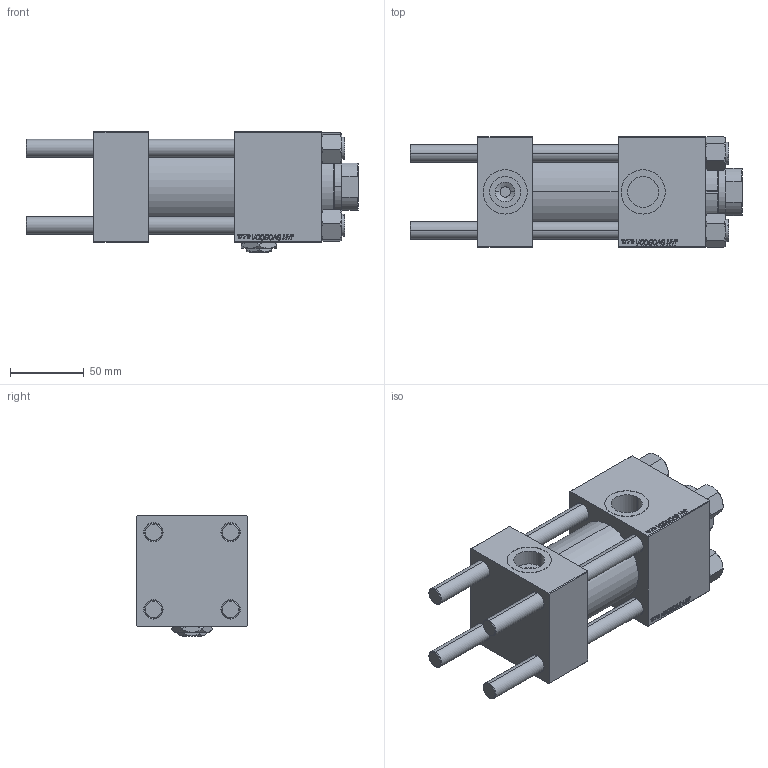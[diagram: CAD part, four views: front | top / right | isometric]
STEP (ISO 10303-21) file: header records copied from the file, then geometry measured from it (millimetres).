
FILE_DESCRIPTION (( 'STEP AP203' ), '1' );
FILE_NAME ('a51c.STEP', '2022-04-16T03:59:51', ( '' ), ( '' ), 'SwSTEP 2.0', 'SolidWorks 2019', '' );
FILE_SCHEMA (( 'CONFIG_CONTROL_DESIGN' ));
Length unit declared in the file: millimetre
Products named in the file (7): V215CR_VCP 55d2b8ef1db03550b6efa91b8c21ea0a; CR025_012_A_0_G_A_G_M_020_+#_##_TYCINKA 55d2b8ef1db03550b6efa91b8c21ea0a; Zatka_pro_OIL_PORT 55d2b8ef1db03550b6efa91b8c21ea0a; V215_VC_A 55d2b8ef1db03550b6efa91b8c21ea0a; NUT_M5 55d2b8ef1db03550b6efa91b8c21ea0a; a51c; V215CR_BODY_A 55d2b8ef1db03550b6efa91b8c21ea0a
Assembly tree (12 placements, depth 2):
  a51c
    V215CR_BODY_A 55d2b8ef1db03550b6efa91b8c21ea0a
    CR025_012_A_0_G_A_G_M_020_+#_##_TYCINKA 55d2b8ef1db03550b6efa91b8c21ea0a  x4
    NUT_M5 55d2b8ef1db03550b6efa91b8c21ea0a  x4
    V215CR_VCP 55d2b8ef1db03550b6efa91b8c21ea0a
    V215_VC_A 55d2b8ef1db03550b6efa91b8c21ea0a
    Zatka_pro_OIL_PORT 55d2b8ef1db03550b6efa91b8c21ea0a
Bounding box: 225 x 75.43 x 82 mm (x, y, z)
Volume: 715623.7 mm3; surface area: 174040 mm2
Topology: 12 solids, 12 shells, 1187 faces, 2975 edges, 1927 vertices
Faces by surface type: plane 545, bspline 392, cone 156, cylinder 86, torus 8
Entity records: 51688 total; most frequent: CARTESIAN_POINT 27577, ORIENTED_EDGE 5442, DIRECTION 3469, EDGE_CURVE 2721, VERTEX_POINT 1783, VECTOR 1623, LINE 1623, EDGE_LOOP 1200
